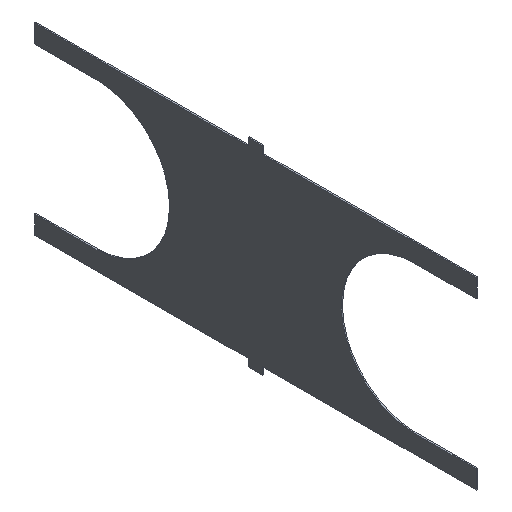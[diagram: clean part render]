
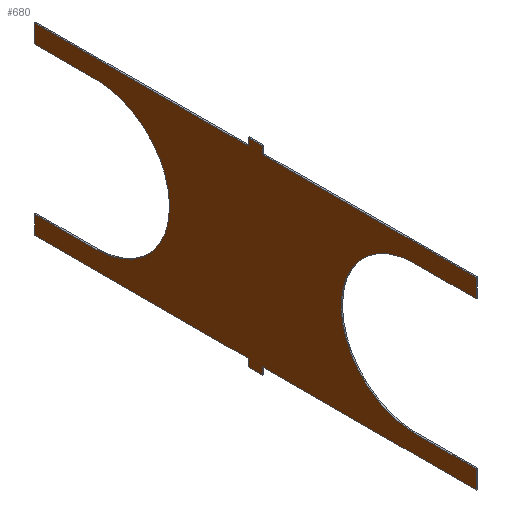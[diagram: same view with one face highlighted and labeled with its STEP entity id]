
A CAD part, isometric view. The second image highlights one B-rep face of the part: STEP entity #680.
In plain terms, the highlighted planar face has unit normal (-1, 0, 0).
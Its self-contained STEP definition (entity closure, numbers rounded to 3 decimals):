
#171=CARTESIAN_POINT('POINT21',(0.,0.,-60.));
#172=VERTEX_POINT('VERTEX21',#171);
#180=CARTESIAN_POINT('POINT22',(0.,50.,-60.));
#181=VERTEX_POINT('VERTEX22',#180);
#188=CARTESIAN_POINT('POS24',(0.,0.,-60.));
#189=DIRECTION('DIR27',(0.,1.,0.));
#190=VECTOR('VEC21',#189,1.);
#191=LINE('STRAIGHT21',#188,#190);
#192=EDGE_CURVE('EDGE23',#172,#181,#191,.T.);
#202=CARTESIAN_POINT('POINT23',(0.,0.,-75.));
#203=VERTEX_POINT('VERTEX23',#202);
#204=CARTESIAN_POINT('POS26',(0.,0.,-60.));
#205=DIRECTION('DIR30',(0.,0.,-1.));
#206=VECTOR('VEC22',#205,1.);
#207=LINE('STRAIGHT22',#204,#206);
#208=EDGE_CURVE('EDGE24',#172,#203,#207,.T.);
#226=CARTESIAN_POINT('POINT24',(0.,174.,-75.));
#227=VERTEX_POINT('VERTEX24',#226);
#236=CARTESIAN_POINT('POS30',(0.,174.,-75.));
#237=DIRECTION('DIR35',(0.,-1.,0.));
#238=VECTOR('VEC25',#237,1.);
#239=LINE('STRAIGHT25',#236,#238);
#240=EDGE_CURVE('EDGE27',#227,#203,#239,.T.);
#250=CARTESIAN_POINT('POINT25',(0.,174.,-81.));
#251=VERTEX_POINT('VERTEX25',#250);
#260=CARTESIAN_POINT('POS33',(0.,174.,-81.));
#261=DIRECTION('DIR39',(0.,0.,1.));
#262=VECTOR('VEC27',#261,1.);
#263=LINE('STRAIGHT27',#260,#262);
#264=EDGE_CURVE('EDGE29',#251,#227,#263,.T.);
#274=CARTESIAN_POINT('POINT26',(0.,186.,-81.));
#275=VERTEX_POINT('VERTEX26',#274);
#284=CARTESIAN_POINT('POS36',(0.,186.,-81.));
#285=DIRECTION('DIR43',(0.,-1.,0.));
#286=VECTOR('VEC29',#285,1.);
#287=LINE('STRAIGHT29',#284,#286);
#288=EDGE_CURVE('EDGE31',#275,#251,#287,.T.);
#298=CARTESIAN_POINT('POINT27',(0.,186.,-75.));
#299=VERTEX_POINT('VERTEX27',#298);
#308=CARTESIAN_POINT('POS39',(0.,186.,-75.));
#309=DIRECTION('DIR47',(0.,0.,-1.));
#310=VECTOR('VEC31',#309,1.);
#311=LINE('STRAIGHT31',#308,#310);
#312=EDGE_CURVE('EDGE33',#299,#275,#311,.T.);
#322=CARTESIAN_POINT('POINT28',(0.,360.,-75.));
#323=VERTEX_POINT('VERTEX28',#322);
#332=CARTESIAN_POINT('POS42',(0.,360.,-75.));
#333=DIRECTION('DIR51',(0.,-1.,0.));
#334=VECTOR('VEC33',#333,1.);
#335=LINE('STRAIGHT33',#332,#334);
#336=EDGE_CURVE('EDGE35',#323,#299,#335,.T.);
#348=CARTESIAN_POINT('POINT29',(0.,360.,-60.));
#349=VERTEX_POINT('VERTEX29',#348);
#350=CARTESIAN_POINT('POS44',(0.,360.,-60.));
#351=DIRECTION('DIR54',(0.,0.,-1.));
#352=VECTOR('VEC34',#351,1.);
#353=LINE('STRAIGHT34',#350,#352);
#354=EDGE_CURVE('EDGE36',#349,#323,#353,.T.);
#370=CARTESIAN_POINT('POINT30',(0.,310.,-60.));
#371=VERTEX_POINT('VERTEX30',#370);
#372=CARTESIAN_POINT('POS47',(0.,360.,-60.));
#373=DIRECTION('DIR58',(0.,-1.,0.));
#374=VECTOR('VEC36',#373,1.);
#375=LINE('STRAIGHT36',#372,#374);
#376=EDGE_CURVE('EDGE38',#349,#371,#375,.T.);
#394=CARTESIAN_POINT('POINT31',(0.,310.,60.));
#395=VERTEX_POINT('VERTEX31',#394);
#396=CARTESIAN_POINT('POS50',(0.,310.,0.));
#397=DIRECTION('DIR62',(-1.,0.,0.));
#398=DIRECTION('DIR63',(0.,0.,-1.));
#399=AXIS2_PLACEMENT_3D('AXIS13',#396,#397,#398);
#400=CIRCLE('ELLIPSE3',#399,60.);
#401=EDGE_CURVE('EDGE40',#371,#395,#400,.T.);
#421=CARTESIAN_POINT('POINT32',(0.,360.,60.));
#422=VERTEX_POINT('VERTEX32',#421);
#423=CARTESIAN_POINT('POS53',(0.,360.,60.));
#424=DIRECTION('DIR67',(0.,-1.,0.));
#425=VECTOR('VEC39',#424,1.);
#426=LINE('STRAIGHT39',#423,#425);
#427=EDGE_CURVE('EDGE42',#422,#395,#426,.T.);
#443=CARTESIAN_POINT('POINT33',(0.,360.,75.));
#444=VERTEX_POINT('VERTEX33',#443);
#445=CARTESIAN_POINT('POS56',(0.,360.,75.));
#446=DIRECTION('DIR71',(0.,0.,-1.));
#447=VECTOR('VEC41',#446,1.);
#448=LINE('STRAIGHT41',#445,#447);
#449=EDGE_CURVE('EDGE44',#444,#422,#448,.T.);
#467=CARTESIAN_POINT('POINT34',(0.,186.,75.));
#468=VERTEX_POINT('VERTEX34',#467);
#477=CARTESIAN_POINT('POS60',(0.,360.,75.));
#478=DIRECTION('DIR76',(0.,-1.,0.));
#479=VECTOR('VEC44',#478,1.);
#480=LINE('STRAIGHT44',#477,#479);
#481=EDGE_CURVE('EDGE47',#444,#468,#480,.T.);
#491=CARTESIAN_POINT('POINT35',(0.,186.,81.));
#492=VERTEX_POINT('VERTEX35',#491);
#501=CARTESIAN_POINT('POS63',(0.,186.,81.));
#502=DIRECTION('DIR80',(0.,0.,-1.));
#503=VECTOR('VEC46',#502,1.);
#504=LINE('STRAIGHT46',#501,#503);
#505=EDGE_CURVE('EDGE49',#492,#468,#504,.T.);
#515=CARTESIAN_POINT('POINT36',(0.,174.,81.));
#516=VERTEX_POINT('VERTEX36',#515);
#525=CARTESIAN_POINT('POS66',(0.,174.,81.));
#526=DIRECTION('DIR84',(0.,1.,0.));
#527=VECTOR('VEC48',#526,1.);
#528=LINE('STRAIGHT48',#525,#527);
#529=EDGE_CURVE('EDGE51',#516,#492,#528,.T.);
#539=CARTESIAN_POINT('POINT37',(0.,174.,75.));
#540=VERTEX_POINT('VERTEX37',#539);
#549=CARTESIAN_POINT('POS69',(0.,174.,75.));
#550=DIRECTION('DIR88',(0.,0.,1.));
#551=VECTOR('VEC50',#550,1.);
#552=LINE('STRAIGHT50',#549,#551);
#553=EDGE_CURVE('EDGE53',#540,#516,#552,.T.);
#563=CARTESIAN_POINT('POINT38',(0.,0.,75.));
#564=VERTEX_POINT('VERTEX38',#563);
#573=CARTESIAN_POINT('POS72',(0.,174.,75.));
#574=DIRECTION('DIR92',(0.,-1.,0.));
#575=VECTOR('VEC52',#574,1.);
#576=LINE('STRAIGHT52',#573,#575);
#577=EDGE_CURVE('EDGE55',#540,#564,#576,.T.);
#589=CARTESIAN_POINT('POINT39',(0.,0.,60.));
#590=VERTEX_POINT('VERTEX39',#589);
#591=CARTESIAN_POINT('POS74',(0.,0.,75.));
#592=DIRECTION('DIR95',(0.,0.,-1.));
#593=VECTOR('VEC53',#592,1.);
#594=LINE('STRAIGHT53',#591,#593);
#595=EDGE_CURVE('EDGE56',#564,#590,#594,.T.);
#611=CARTESIAN_POINT('POINT40',(0.,50.,60.));
#612=VERTEX_POINT('VERTEX40',#611);
#621=CARTESIAN_POINT('POS78',(0.,0.,60.));
#622=DIRECTION('DIR100',(0.,1.,0.));
#623=VECTOR('VEC56',#622,1.);
#624=LINE('STRAIGHT56',#621,#623);
#625=EDGE_CURVE('EDGE59',#590,#612,#624,.T.);
#638=CARTESIAN_POINT('POS80',(0.,50.,0.));
#639=DIRECTION('DIR103',(-1.,0.,0.));
#640=DIRECTION('DIR104',(0.,0.,1.));
#641=AXIS2_PLACEMENT_3D('AXIS24',#638,#639,#640);
#642=CIRCLE('ELLIPSE4',#641,60.);
#643=EDGE_CURVE('EDGE60',#612,#181,#642,.T.);
#653=ORIENTED_EDGE('COEDGE101',*,*,#643,.F.);
#654=ORIENTED_EDGE('COEDGE102',*,*,#625,.F.);
#655=ORIENTED_EDGE('COEDGE103',*,*,#595,.F.);
#656=ORIENTED_EDGE('COEDGE104',*,*,#577,.F.);
#657=ORIENTED_EDGE('COEDGE105',*,*,#553,.T.);
#658=ORIENTED_EDGE('COEDGE106',*,*,#529,.T.);
#659=ORIENTED_EDGE('COEDGE107',*,*,#505,.T.);
#660=ORIENTED_EDGE('COEDGE108',*,*,#481,.F.);
#661=ORIENTED_EDGE('COEDGE109',*,*,#449,.T.);
#662=ORIENTED_EDGE('COEDGE110',*,*,#427,.T.);
#663=ORIENTED_EDGE('COEDGE111',*,*,#401,.F.);
#664=ORIENTED_EDGE('COEDGE112',*,*,#376,.F.);
#665=ORIENTED_EDGE('COEDGE113',*,*,#354,.T.);
#666=ORIENTED_EDGE('COEDGE114',*,*,#336,.T.);
#667=ORIENTED_EDGE('COEDGE115',*,*,#312,.T.);
#668=ORIENTED_EDGE('COEDGE116',*,*,#288,.T.);
#669=ORIENTED_EDGE('COEDGE117',*,*,#264,.T.);
#670=ORIENTED_EDGE('COEDGE118',*,*,#240,.T.);
#671=ORIENTED_EDGE('COEDGE119',*,*,#208,.F.);
#672=ORIENTED_EDGE('COEDGE120',*,*,#192,.T.);
#673=EDGE_LOOP('NONE',(#653,#654,#655,#656,#657,#658,#659,#660,#661,#662
   ,#663,#664,#665,#666,#667,#668,#669,#670,#671,#672));
#674=FACE_BOUND('LOOP1',#673,.T.);
#675=CARTESIAN_POINT('POS82',(0.,360.,75.));
#676=DIRECTION('DIR107',(-1.,0.,0.));
#677=DIRECTION('DIR108',(0.,1.,0.));
#678=AXIS2_PLACEMENT_3D('AXIS26',#675,#676,#677);
#679=PLANE('PLANE20',#678);
#680=ADVANCED_FACE('FACE22',(#674),#679,.T.);
